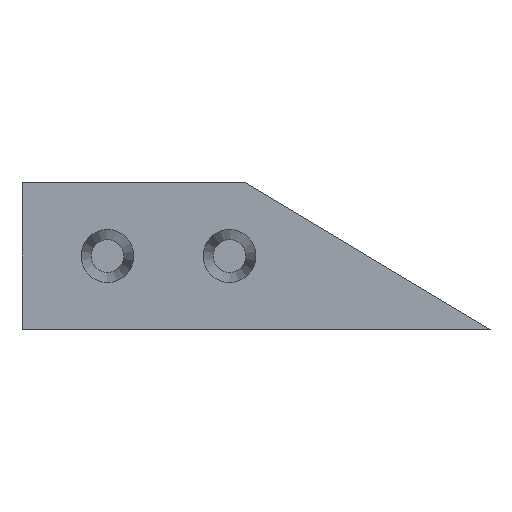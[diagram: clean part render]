
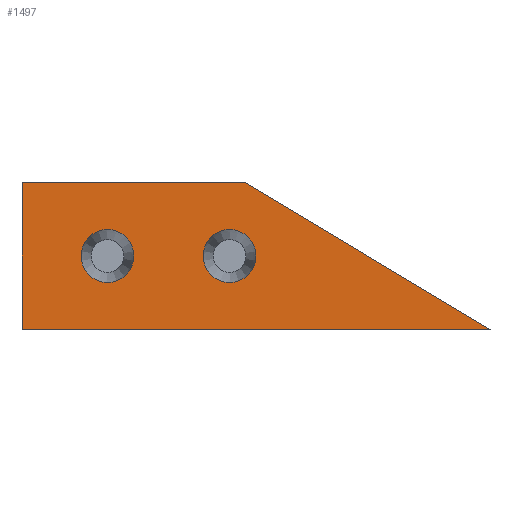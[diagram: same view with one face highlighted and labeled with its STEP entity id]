
A CAD part, left-side view. The second image highlights one B-rep face of the part: STEP entity #1497.
In plain terms, the highlighted planar face has unit normal (-1, 0, 0).
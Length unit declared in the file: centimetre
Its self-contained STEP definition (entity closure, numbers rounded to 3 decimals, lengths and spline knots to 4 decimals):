
#118=VECTOR('',#2218,1.);
#119=VECTOR('',#2219,1.);
#120=VECTOR('',#2220,1.);
#121=VECTOR('',#2221,1.);
#294=LINE('',#1693,#118);
#295=LINE('',#1696,#119);
#296=LINE('',#1698,#120);
#297=LINE('',#1700,#121);
#474=PLANE('',#1591);
#545=VERTEX_POINT('',#1663);
#548=VERTEX_POINT('',#1672);
#555=VERTEX_POINT('',#1694);
#556=VERTEX_POINT('',#1695);
#557=VERTEX_POINT('',#1697);
#558=VERTEX_POINT('',#1699);
#681=CIRCLE('',#1571,0.13);
#684=CIRCLE('',#1577,0.13);
#693=EDGE_CURVE('',#545,#545,#681,.T.);
#696=EDGE_CURVE('',#548,#548,#684,.T.);
#703=EDGE_CURVE('',#555,#556,#294,.T.);
#704=EDGE_CURVE('',#555,#557,#295,.T.);
#705=EDGE_CURVE('',#558,#557,#296,.T.);
#706=EDGE_CURVE('',#558,#556,#297,.T.);
#909=ORIENTED_EDGE('',*,*,#703,.F.);
#910=ORIENTED_EDGE('',*,*,#704,.T.);
#911=ORIENTED_EDGE('',*,*,#705,.F.);
#912=ORIENTED_EDGE('',*,*,#706,.T.);
#913=ORIENTED_EDGE('',*,*,#696,.T.);
#914=ORIENTED_EDGE('',*,*,#693,.T.);
#1305=EDGE_LOOP('',(#909,#910,#911,#912));
#1306=EDGE_LOOP('',(#913));
#1307=EDGE_LOOP('',(#914));
#1405=FACE_BOUND('',#1305,.T.);
#1406=FACE_BOUND('',#1306,.T.);
#1407=FACE_BOUND('',#1307,.T.);
#1497=ADVANCED_FACE('',(#1405,#1406,#1407),#474,.T.);
#1571=AXIS2_PLACEMENT_3D('',#1662,#2181,#2182);
#1577=AXIS2_PLACEMENT_3D('',#1671,#2192,#2193);
#1591=AXIS2_PLACEMENT_3D('',#1692,#2217,$);
#1662=CARTESIAN_POINT('',(-3.375,0.73,0.36));
#1663=CARTESIAN_POINT('',(-3.375,0.73,0.49));
#1671=CARTESIAN_POINT('',(-3.375,0.13,0.36));
#1672=CARTESIAN_POINT('',(-3.375,0.13,0.49));
#1692=CARTESIAN_POINT('',(-3.375,0.,0.));
#1693=CARTESIAN_POINT('',(-3.375,-0.5772,0.3437));
#1694=CARTESIAN_POINT('',(-3.375,0.05,0.72));
#1695=CARTESIAN_POINT('',(-3.375,-1.15,0.));
#1696=CARTESIAN_POINT('',(-3.375,-0.55,0.72));
#1697=CARTESIAN_POINT('',(-3.375,1.15,0.72));
#1698=CARTESIAN_POINT('',(-3.375,1.15,0.));
#1699=CARTESIAN_POINT('',(-3.375,1.15,0.));
#1700=CARTESIAN_POINT('',(-3.375,1.15,0.));
#2181=DIRECTION('',(1.,0.,0.));
#2182=DIRECTION('',(0.,0.,0.13));
#2192=DIRECTION('',(1.,0.,0.));
#2193=DIRECTION('',(0.,0.,0.13));
#2217=DIRECTION('',(-1.,0.,0.));
#2218=DIRECTION('',(0.,-0.857,-0.514));
#2219=DIRECTION('',(0.,1.,0.));
#2220=DIRECTION('',(0.,0.,1.));
#2221=DIRECTION('',(0.,-1.,0.));
